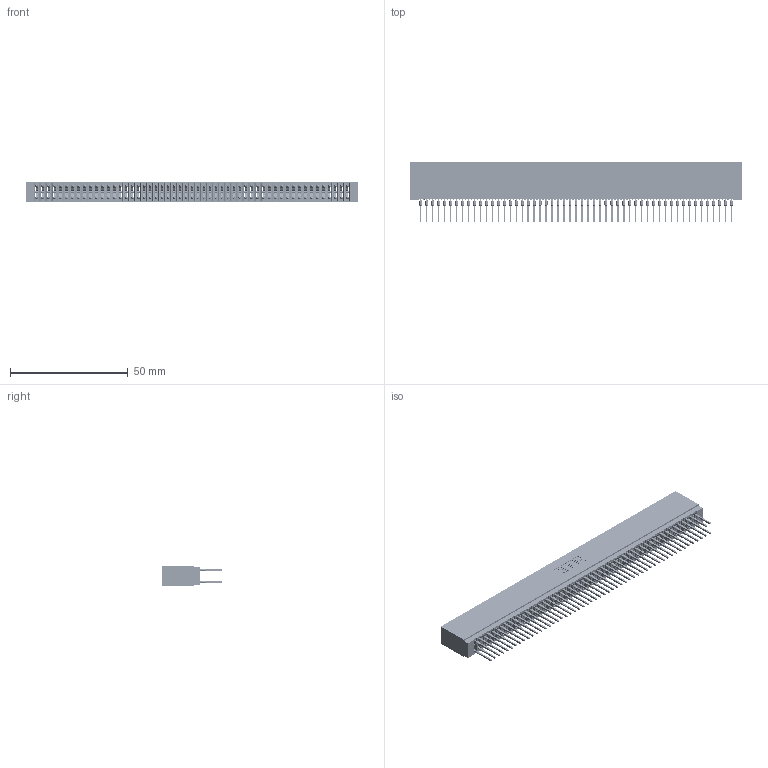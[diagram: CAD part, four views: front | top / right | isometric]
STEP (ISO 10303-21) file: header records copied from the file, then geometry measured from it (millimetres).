
FILE_DESCRIPTION (( 'STEP AP203' ), '1' );
FILE_NAME ('745-106-522-201.STEP', '2026-02-26T23:52:55', ( '' ), ( '' ), 'SwSTEP 2.0', 'SolidWorks 2023', '' );
FILE_SCHEMA (( 'CONFIG_CONTROL_DESIGN' ));
Length unit declared in the file: millimetre
Products named in the file (3): 745-106-522-201; 745 Part_Insulator Option - 01; 745-292-001_522
Assembly tree (107 placements, depth 2):
  745-106-522-201
    745 Part_Insulator Option - 01
    745-292-001_522  x106
Bounding box: 141.22 x 25.92 x 8.89 mm (x, y, z)
Volume: 12764.4 mm3; surface area: 26570.3 mm2
Topology: 107 solids, 107 shells, 9582 faces, 25751 edges, 16178 vertices
Faces by surface type: plane 4931, bspline 2120, cylinder 1895, torus 636
Entity records: 87725 total; most frequent: CARTESIAN_POINT 15715, ORIENTED_EDGE 15172, DIRECTION 13244, EDGE_CURVE 7586, VECTOR 7086, LINE 7086, VERTEX_POINT 4838, AXIS2_PLACEMENT_3D 3079
